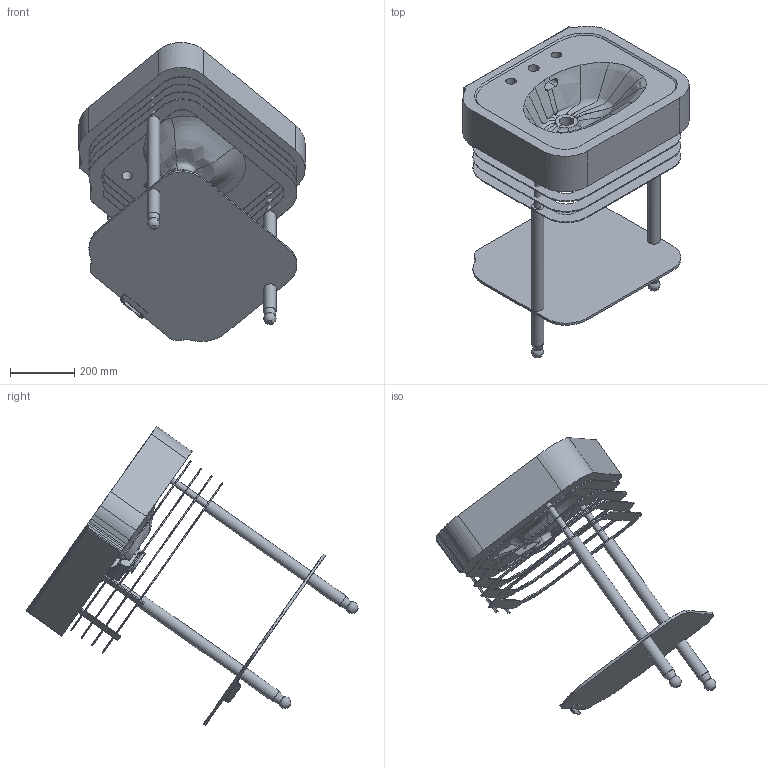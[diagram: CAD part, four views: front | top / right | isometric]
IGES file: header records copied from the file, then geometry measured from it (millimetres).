
Global section: file name: 80046; native system: AutoCAD 2016 - English; preprocessor: Autodesk Translation Framework DWG producer (atf_dwg_producer); organization: unknown; date: 20170210.102435; units: millimetre
Bounding box: 704.1 x 1033.45 x 931.27 mm (x, y, z)
Volume: 38930411.8 mm3; surface area: 2365367.3 mm2
Topology: 11 solids, 11 shells, 406 faces, 1162 edges, 784 vertices
Faces by surface type: bspline 406
